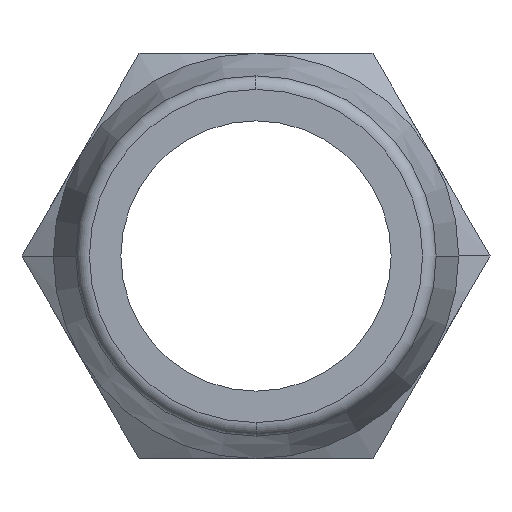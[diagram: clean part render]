
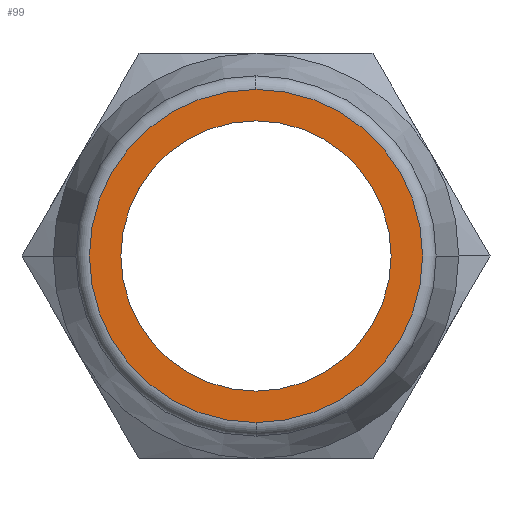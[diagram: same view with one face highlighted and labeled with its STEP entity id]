
A CAD part, front view. The second image highlights one B-rep face of the part: STEP entity #99.
In plain terms, the highlighted planar face has unit normal (0, -1, 0).
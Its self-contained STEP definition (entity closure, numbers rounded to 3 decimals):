
#99=ADVANCED_FACE('',(#222,#223),#224,.T.);
#222=FACE_BOUND('',#367,.T.);
#223=FACE_OUTER_BOUND('',#368,.T.);
#224=PLANE('',#369);
#367=EDGE_LOOP('',(#578,#579));
#368=EDGE_LOOP('',(#580,#581,#582));
#369=AXIS2_PLACEMENT_3D('',#583,#584,#585);
#578=ORIENTED_EDGE('',*,*,#899,.T.);
#579=ORIENTED_EDGE('',*,*,#900,.T.);
#580=ORIENTED_EDGE('',*,*,#901,.F.);
#581=ORIENTED_EDGE('',*,*,#902,.F.);
#582=ORIENTED_EDGE('',*,*,#903,.F.);
#583=CARTESIAN_POINT('',(1.85,0.,0.0));
#584=DIRECTION('',(0.,-1.0,-0.0));
#585=DIRECTION('',(-1.0,0.,0.0));
#899=EDGE_CURVE('',#1077,#1078,#1079,.T.);
#900=EDGE_CURVE('',#1078,#1077,#1080,.T.);
#901=EDGE_CURVE('',#1081,#1082,#1083,.T.);
#902=EDGE_CURVE('',#1084,#1081,#1085,.T.);
#903=EDGE_CURVE('',#1082,#1084,#1086,.T.);
#1077=VERTEX_POINT('',#1413);
#1078=VERTEX_POINT('',#1414);
#1079=CIRCLE('',#1415,3.0);
#1080=CIRCLE('',#1416,3.0);
#1081=VERTEX_POINT('',#1417);
#1082=VERTEX_POINT('',#1418);
#1083=CIRCLE('',#1419,3.7);
#1084=VERTEX_POINT('',#1420);
#1085=CIRCLE('',#1421,3.7);
#1086=CIRCLE('',#1422,3.7);
#1413=CARTESIAN_POINT('',(-3.0,0.0,0.));
#1414=CARTESIAN_POINT('',(3.0,0.,0.));
#1415=AXIS2_PLACEMENT_3D('',#1742,#1743,#1744);
#1416=AXIS2_PLACEMENT_3D('',#1745,#1746,#1747);
#1417=CARTESIAN_POINT('',(3.7,0.,0.0));
#1418=CARTESIAN_POINT('',(0.,0.,-3.7));
#1419=AXIS2_PLACEMENT_3D('',#1748,#1749,#1750);
#1420=CARTESIAN_POINT('',(0.,0.,3.7));
#1421=AXIS2_PLACEMENT_3D('',#1751,#1752,#1753);
#1422=AXIS2_PLACEMENT_3D('',#1754,#1755,#1756);
#1742=CARTESIAN_POINT('',(0.0,0.0,0.0));
#1743=DIRECTION('',(0.,1.0,0.0));
#1744=DIRECTION('',(1.0,0.,0.0));
#1745=CARTESIAN_POINT('',(0.0,0.0,0.0));
#1746=DIRECTION('',(0.,1.0,0.0));
#1747=DIRECTION('',(1.0,0.,0.0));
#1748=CARTESIAN_POINT('',(0.0,0.,0.0));
#1749=DIRECTION('',(-0.0,1.0,0.0));
#1750=DIRECTION('',(1.0,0.0,0.0));
#1751=CARTESIAN_POINT('',(0.0,0.,0.0));
#1752=DIRECTION('',(-0.0,1.0,0.0));
#1753=DIRECTION('',(1.0,0.0,0.0));
#1754=CARTESIAN_POINT('',(0.0,0.,0.0));
#1755=DIRECTION('',(-0.0,1.0,0.0));
#1756=DIRECTION('',(1.0,0.0,0.0));
